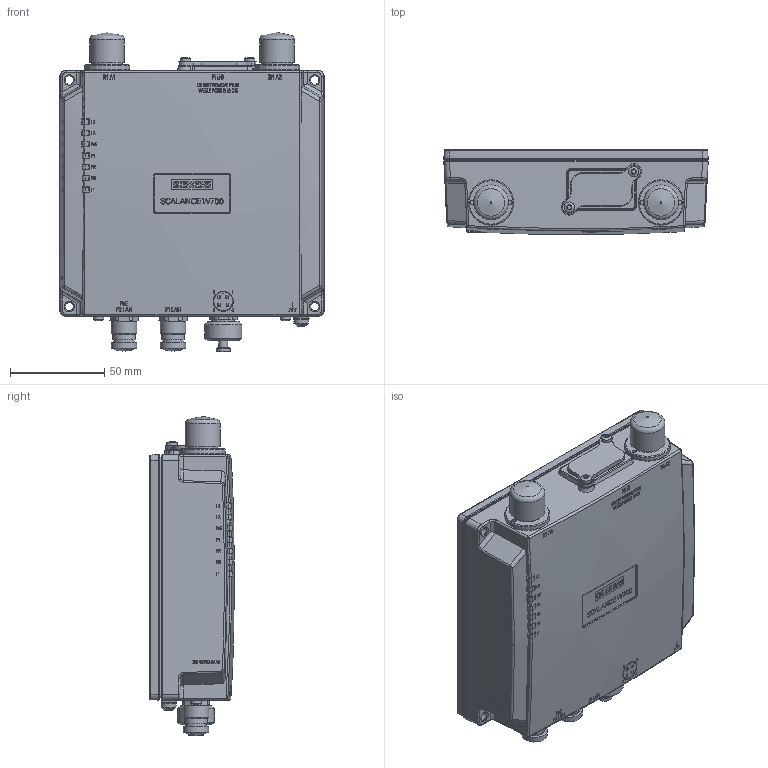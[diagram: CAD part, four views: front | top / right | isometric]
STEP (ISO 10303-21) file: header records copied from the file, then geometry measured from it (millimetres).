
FILE_DESCRIPTION(/* description */ (''),/* implementation_level */ '2;1');
FILE_NAME(/* name */ '6GK5738-1GY00-0AA0_3d.stp',/* time_stamp */ '2022-11-23T14:00:40+01:00',/* author */ (''),/* organization */ (''),/* preprocessor_version */ 'ST-DEVELOPER v18.102',/* originating_system */ 'SIEMENS PLM Software NX 2023',/* authorisation */ '');
FILE_SCHEMA (('AUTOMOTIVE_DESIGN { 1 0 10303 214 3 1 1 1 }'));
Products named in the file (5): Labeling; Cap; Cover; Body; 6GK5738-1GY00-0AA0_simplf
Assembly tree (4 placements, depth 2):
  6GK5738-1GY00-0AA0_simplf
    Body
    Cover
    Cap
    Labeling
Bounding box: 139.97 x 44.76 x 169.06 mm (x, y, z)
Volume: 768901.2 mm3; surface area: 84697.3 mm2
Topology: 7 solids, 137 shells, 1208 faces, 4898 edges, 3961 vertices
Faces by surface type: plane 561, cylinder 375, sphere 99, cone 85, torus 75, bspline 9, revolution 4
Full cylindrical faces by diameter (mm): 0.45 x24, 1 x4, 1.1 x8, 1.5 x2, 2 x2, 2.2 x4, 2.5 x4, 2.7 x2, 3 x5, 3.5 x2, 3.8 x1, 4.5 x4, 4.721 x1, 5 x4, 5.6 x4, 7.5 x1, 7.8 x1, 8 x5, 8.2 x2, 8.4 x2, 9 x4, 9.5 x1, 10.77 x4, 11 x2, 12 x6, 13 x2, 13.5 x4, 14.834 x2, 16 x4, 18.5 x2
Entity records: 63831 total; most frequent: CARTESIAN_POINT 19035, ORIENTED_EDGE 7029, DIRECTION 5621, EDGE_CURVE 4699, VERTEX_POINT 3933, B_SPLINE_CURVE_WITH_KNOTS 2324, AXIS2_PLACEMENT_3D 2084, EDGE_LOOP 1558
